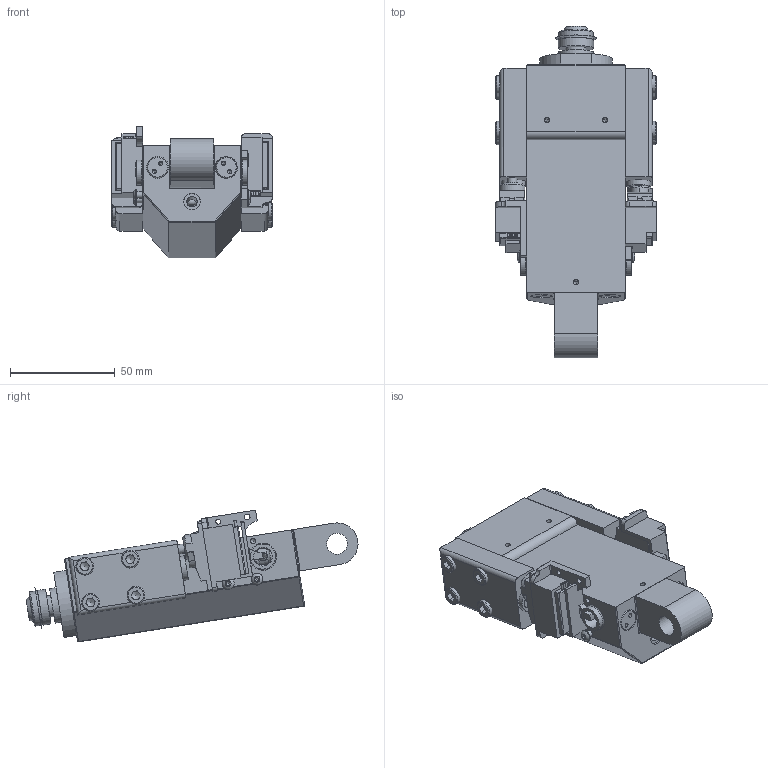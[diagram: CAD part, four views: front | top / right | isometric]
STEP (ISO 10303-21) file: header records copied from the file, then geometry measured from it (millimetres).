
FILE_DESCRIPTION(/* description */ (''),/* implementation_level */ '2;1');
FILE_NAME(/* name */ 'H_cylinder_ipt_a1ebdfc9.STEP',/* time_stamp */ '2023-12-10T01:22:06+02:00',/* author */ ('top10'),/* organization */ (''),/* preprocessor_version */ 'ST-DEVELOPER v18.1',/* originating_system */ 'Autodesk Inventor 2021',/* authorisation */ '');
FILE_SCHEMA (('AUTOMOTIVE_DESIGN { 1 0 10303 214 3 1 1 }'));
Length unit declared in the file: inch
Products named in the file (1): H_cylinder
Bounding box: 77 x 158.85 x 63.1 mm (x, y, z)
Volume: 199575.6 mm3; surface area: 82306 mm2
Topology: 32 solids, 32 shells, 1078 faces, 3014 edges, 2017 vertices
Faces by surface type: plane 497, cylinder 260, bspline 195, cone 82, torus 31, sphere 13
Full cylindrical faces by diameter (mm): 1 x2, 1.6 x2, 2 x4, 2.4 x2, 2.5 x11, 2.752 x2, 3 x4, 4 x4, 4.2 x8, 4.5 x3, 5 x10, 5.5 x8, 5.7 x4, 6 x2, 7 x4, 7.5 x8, 8 x13, 8.5 x9, 8.9 x6, 9 x6, 10 x11, 10.2 x2, 10.4 x6, 10.5 x2, 11 x1, 11.5 x2, 12 x6, 13 x1, 15.6 x1, 16.6 x2
Entity records: 40947 total; most frequent: CARTESIAN_POINT 12547, ORIENTED_EDGE 5930, DIRECTION 5301, EDGE_CURVE 2965, VERTEX_POINT 2017, AXIS2_PLACEMENT_3D 1934, LINE 1433, VECTOR 1433
